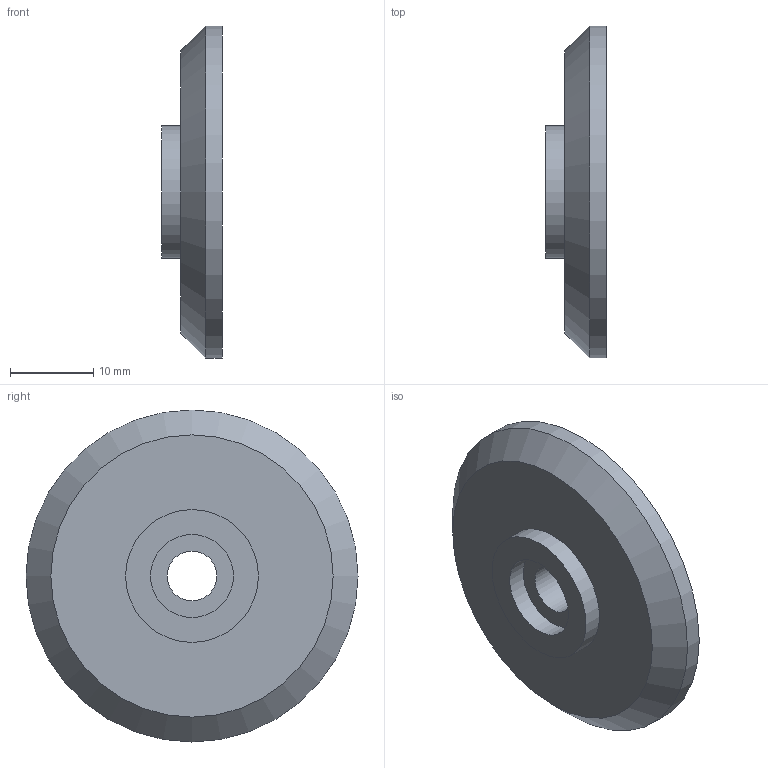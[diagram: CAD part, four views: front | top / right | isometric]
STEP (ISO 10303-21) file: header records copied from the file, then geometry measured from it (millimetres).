
FILE_DESCRIPTION (( 'STEP AP214' ), '1' );
FILE_NAME ('Entretoise 02.STEP', '2023-10-15T18:05:19', ( '' ), ( '' ), 'SwSTEP 2.0', 'SolidWorks 2021', '' );
FILE_SCHEMA (( 'AUTOMOTIVE_DESIGN' ));
Length unit declared in the file: millimetre
Products named in the file (1): Entretoise 02
Bounding box: 7.3 x 40 x 40 mm (x, y, z)
Volume: 5886.4 mm3; surface area: 3134.6 mm2
Topology: 1 solids, 1 shells, 9 faces, 14 edges, 9 vertices
Faces by surface type: cylinder 4, plane 4, cone 1
Full cylindrical faces by diameter (mm): 6 x1, 10 x1, 16 x1, 40 x1
Entity records: 222 total; most frequent: DIRECTION 38, CARTESIAN_POINT 28, AXIS2_PLACEMENT_3D 19, ORIENTED_EDGE 18, EDGE_LOOP 18, FACE_OUTER_BOUND 13, CIRCLE 9, VERTEX_POINT 9
